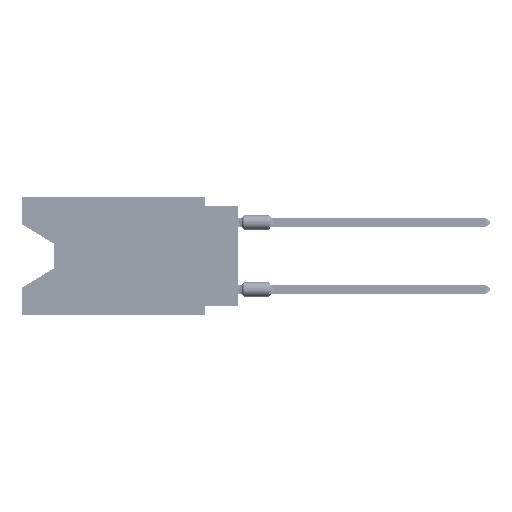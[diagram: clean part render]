
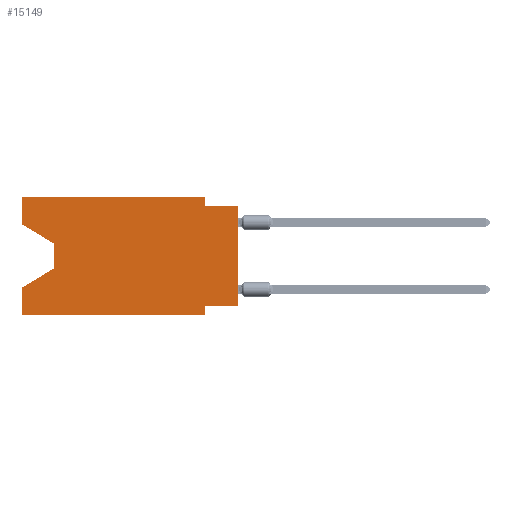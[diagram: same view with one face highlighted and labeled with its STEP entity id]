
A CAD part, left-side view. The second image highlights one B-rep face of the part: STEP entity #15149.
In plain terms, the highlighted planar face has unit normal (-1, 0, 0).
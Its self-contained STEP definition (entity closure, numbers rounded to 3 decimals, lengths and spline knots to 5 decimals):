
#976 = ORIENTED_EDGE ( 'NONE', *, *, #3437, .F. ) ;
#3136 = CARTESIAN_POINT ( 'NONE',  ( 0., 0.1, 0. ) ) ;
#3313 = EDGE_CURVE ( 'NONE', #15980, #74099, #5623, .T. ) ;
#3437 = EDGE_CURVE ( 'NONE', #71193, #21007, #6105, .T. ) ;
#3576 = EDGE_CURVE ( 'NONE', #94140, #97714, #93809, .T. ) ;
#4318 = VECTOR ( 'NONE', #33843, 39.37008 ) ;
#4643 = CARTESIAN_POINT ( 'NONE',  ( 0., 0.645, 0. ) ) ;
#4936 = CARTESIAN_POINT ( 'NONE',  ( 0., 0.645, -0.08025 ) ) ;
#5623 = LINE ( 'NONE', #4643, #43088 ) ;
#5997 = VECTOR ( 'NONE', #77451, 39.37008 ) ;
#6105 = LINE ( 'NONE', #60921, #49554 ) ;
#11932 = LINE ( 'NONE', #42375, #13470 ) ;
#12863 = CARTESIAN_POINT ( 'NONE',  ( 0., 0.645, 0. ) ) ;
#13298 = ORIENTED_EDGE ( 'NONE', *, *, #66356, .F. ) ;
#13470 = VECTOR ( 'NONE', #66264, 39.37008 ) ;
#13494 = LINE ( 'NONE', #43921, #64518 ) ;
#14094 = VECTOR ( 'NONE', #31697, 39.37008 ) ;
#15071 = DIRECTION ( 'NONE',  ( 0., 1., 0. ) ) ;
#15149 = ADVANCED_FACE ( 'NONE', ( #20351 ), #50750, .F. ) ;
#15980 = VERTEX_POINT ( 'NONE', #43423 ) ;
#16537 = ORIENTED_EDGE ( 'NONE', *, *, #23860, .T. ) ;
#18379 = LINE ( 'NONE', #42820, #4318 ) ;
#19129 = CARTESIAN_POINT ( 'NONE',  ( 0., 0.55, -0.212 ) ) ;
#19931 = ORIENTED_EDGE ( 'NONE', *, *, #75071, .T. ) ;
#20123 = DIRECTION ( 'NONE',  ( 0., 0., 1. ) ) ;
#20351 = FACE_OUTER_BOUND ( 'NONE', #57004, .T. ) ;
#21007 = VERTEX_POINT ( 'NONE', #21484 ) ;
#21484 = CARTESIAN_POINT ( 'NONE',  ( 0., 0.1, -0.325 ) ) ;
#22022 = CARTESIAN_POINT ( 'NONE',  ( 0., 0.645, -0.35 ) ) ;
#23860 = EDGE_CURVE ( 'NONE', #15980, #86531, #33406, .T. ) ;
#24838 = VERTEX_POINT ( 'NONE', #19129 ) ;
#25190 = LINE ( 'NONE', #46651, #14094 ) ;
#25973 = AXIS2_PLACEMENT_3D ( 'NONE', #12863, #43290, #73677 ) ;
#29146 = EDGE_CURVE ( 'NONE', #21007, #42439, #58874, .T. ) ;
#31013 = DIRECTION ( 'NONE',  ( 0., -1., 0. ) ) ;
#31697 = DIRECTION ( 'NONE',  ( 0., 0., -1. ) ) ;
#32504 = ORIENTED_EDGE ( 'NONE', *, *, #82327, .T. ) ;
#33165 = CARTESIAN_POINT ( 'NONE',  ( 0., 0.55, -0.138 ) ) ;
#33406 = LINE ( 'NONE', #4936, #75834 ) ;
#33843 = DIRECTION ( 'NONE',  ( 0., 0., 1. ) ) ;
#34730 = EDGE_CURVE ( 'NONE', #71193, #97714, #18379, .T. ) ;
#35541 = LINE ( 'NONE', #22022, #83321 ) ;
#38025 = ORIENTED_EDGE ( 'NONE', *, *, #3576, .F. ) ;
#39690 = CARTESIAN_POINT ( 'NONE',  ( 0., 0.1, 0. ) ) ;
#40475 = CARTESIAN_POINT ( 'NONE',  ( 0., 0., -0.025 ) ) ;
#40578 = LINE ( 'NONE', #3136, #5997 ) ;
#42070 = VECTOR ( 'NONE', #96386, 39.37008 ) ;
#42375 = CARTESIAN_POINT ( 'NONE',  ( 0., 0.645, 0. ) ) ;
#42439 = VERTEX_POINT ( 'NONE', #56659 ) ;
#42820 = CARTESIAN_POINT ( 'NONE',  ( 0., 0., 0. ) ) ;
#42876 = DIRECTION ( 'NONE',  ( 0., -0.855, -0.519 ) ) ;
#43088 = VECTOR ( 'NONE', #20123, 39.37008 ) ;
#43290 = DIRECTION ( 'NONE',  ( 1., 0., 0. ) ) ;
#43423 = CARTESIAN_POINT ( 'NONE',  ( 0., 0.645, -0.08025 ) ) ;
#43891 = CARTESIAN_POINT ( 'NONE',  ( 0., 0., -0.325 ) ) ;
#43921 = CARTESIAN_POINT ( 'NONE',  ( 0., 0.55, -0.212 ) ) ;
#43934 = DIRECTION ( 'NONE',  ( 0., 0., -1. ) ) ;
#44857 = ORIENTED_EDGE ( 'NONE', *, *, #62353, .F. ) ;
#46651 = CARTESIAN_POINT ( 'NONE',  ( 0., 0.55, -0.138 ) ) ;
#47632 = CARTESIAN_POINT ( 'NONE',  ( 0., 0.645, -0.26975 ) ) ;
#49005 = CARTESIAN_POINT ( 'NONE',  ( 0., 0.1, -0.025 ) ) ;
#49554 = VECTOR ( 'NONE', #15071, 39.37008 ) ;
#50750 = PLANE ( 'NONE',  #25973 ) ;
#52790 = VERTEX_POINT ( 'NONE', #39690 ) ;
#56659 = CARTESIAN_POINT ( 'NONE',  ( 0., 0.1, -0.35 ) ) ;
#56832 = CARTESIAN_POINT ( 'NONE',  ( 0., 0.645, 0. ) ) ;
#57004 = EDGE_LOOP ( 'NONE', ( #16537, #32504, #62536, #61364, #19931, #66006, #976, #84229, #38025, #13298, #44857, #58294 ) ) ;
#58294 = ORIENTED_EDGE ( 'NONE', *, *, #3313, .F. ) ;
#58802 = CARTESIAN_POINT ( 'NONE',  ( 0., 0., -0.025 ) ) ;
#58860 = DIRECTION ( 'NONE',  ( 0., 0.855, -0.519 ) ) ;
#58874 = LINE ( 'NONE', #74806, #95640 ) ;
#59462 = LINE ( 'NONE', #89871, #42070 ) ;
#60921 = CARTESIAN_POINT ( 'NONE',  ( 0., 0., -0.325 ) ) ;
#61364 = ORIENTED_EDGE ( 'NONE', *, *, #75873, .F. ) ;
#62353 = EDGE_CURVE ( 'NONE', #74099, #52790, #59462, .T. ) ;
#62536 = ORIENTED_EDGE ( 'NONE', *, *, #63929, .T. ) ;
#63929 = EDGE_CURVE ( 'NONE', #24838, #69986, #13494, .T. ) ;
#64518 = VECTOR ( 'NONE', #58860, 39.37008 ) ;
#65894 = CARTESIAN_POINT ( 'NONE',  ( 0., 0.645, -0.35 ) ) ;
#66006 = ORIENTED_EDGE ( 'NONE', *, *, #29146, .F. ) ;
#66264 = DIRECTION ( 'NONE',  ( 0., 0., 1. ) ) ;
#66356 = EDGE_CURVE ( 'NONE', #52790, #94140, #40578, .T. ) ;
#69986 = VERTEX_POINT ( 'NONE', #47632 ) ;
#71193 = VERTEX_POINT ( 'NONE', #43891 ) ;
#72481 = VERTEX_POINT ( 'NONE', #65894 ) ;
#73677 = DIRECTION ( 'NONE',  ( 0., 0., -1. ) ) ;
#74099 = VERTEX_POINT ( 'NONE', #56832 ) ;
#74806 = CARTESIAN_POINT ( 'NONE',  ( 0., 0.1, -0.35 ) ) ;
#75071 = EDGE_CURVE ( 'NONE', #72481, #42439, #35541, .T. ) ;
#75391 = VECTOR ( 'NONE', #31013, 39.37008 ) ;
#75834 = VECTOR ( 'NONE', #42876, 39.37008 ) ;
#75873 = EDGE_CURVE ( 'NONE', #72481, #69986, #11932, .T. ) ;
#77451 = DIRECTION ( 'NONE',  ( 0., 0., -1. ) ) ;
#81868 = DIRECTION ( 'NONE',  ( 0., -1., 0. ) ) ;
#82327 = EDGE_CURVE ( 'NONE', #86531, #24838, #25190, .T. ) ;
#83321 = VECTOR ( 'NONE', #81868, 39.37008 ) ;
#84229 = ORIENTED_EDGE ( 'NONE', *, *, #34730, .T. ) ;
#86531 = VERTEX_POINT ( 'NONE', #33165 ) ;
#89871 = CARTESIAN_POINT ( 'NONE',  ( 0., 0.645, 0. ) ) ;
#93809 = LINE ( 'NONE', #40475, #75391 ) ;
#94140 = VERTEX_POINT ( 'NONE', #49005 ) ;
#95640 = VECTOR ( 'NONE', #43934, 39.37008 ) ;
#96386 = DIRECTION ( 'NONE',  ( 0., -1., 0. ) ) ;
#97714 = VERTEX_POINT ( 'NONE', #58802 ) ;
